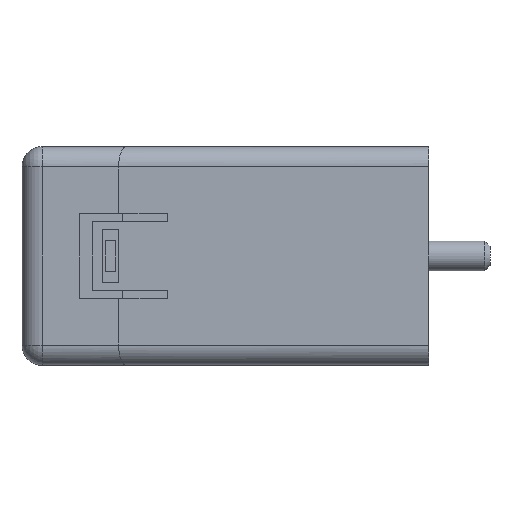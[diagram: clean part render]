
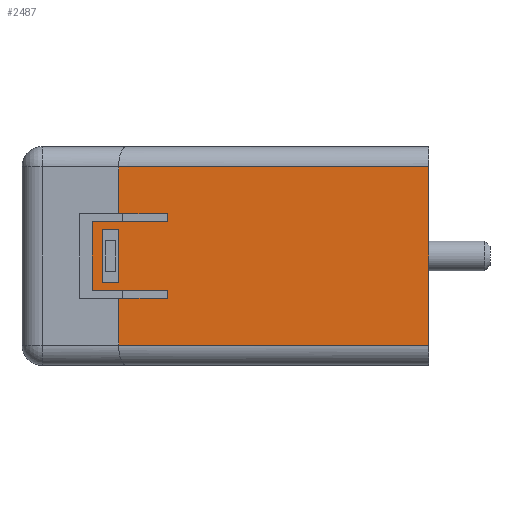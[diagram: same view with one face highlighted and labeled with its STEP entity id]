
A CAD part, left-side view. The second image highlights one B-rep face of the part: STEP entity #2487.
In plain terms, the highlighted planar face has unit normal (-1, 0, 0).
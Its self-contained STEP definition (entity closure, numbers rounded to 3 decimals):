
#152 = LINE ( 'NONE', #9446, #15145 ) ;
#157 = LINE ( 'NONE', #9435, #15133 ) ;
#162 = LINE ( 'NONE', #9425, #15125 ) ;
#165 = LINE ( 'NONE', #9416, #15119 ) ;
#166 = LINE ( 'NONE', #9413, #15117 ) ;
#167 = LINE ( 'NONE', #9411, #15115 ) ;
#168 = LINE ( 'NONE', #9409, #15112 ) ;
#169 = LINE ( 'NONE', #9407, #15110 ) ;
#170 = LINE ( 'NONE', #9405, #15109 ) ;
#171 = LINE ( 'NONE', #9402, #15107 ) ;
#172 = LINE ( 'NONE', #9400, #15106 ) ;
#173 = LINE ( 'NONE', #9398, #15105 ) ;
#174 = LINE ( 'NONE', #9396, #15104 ) ;
#175 = LINE ( 'NONE', #9394, #15103 ) ;
#176 = LINE ( 'NONE', #9392, #15102 ) ;
#177 = LINE ( 'NONE', #9390, #15100 ) ;
#2487 = ADVANCED_FACE ( 'NONE', ( #10062, #10063 ), #6395, .F. ) ;
#2860 = EDGE_CURVE ( 'NONE', #11792, #11794, #152, .T. ) ;
#2865 = EDGE_CURVE ( 'NONE', #11826, #11827, #157, .T. ) ;
#2870 = EDGE_CURVE ( 'NONE', #11819, #11821, #162, .T. ) ;
#2873 = EDGE_CURVE ( 'NONE', #11818, #11826, #165, .T. ) ;
#2874 = EDGE_CURVE ( 'NONE', #11827, #11816, #166, .T. ) ;
#2875 = EDGE_CURVE ( 'NONE', #11816, #11818, #167, .T. ) ;
#2876 = EDGE_CURVE ( 'NONE', #11794, #11815, #168, .T. ) ;
#2877 = EDGE_CURVE ( 'NONE', #11814, #11815, #169, .T. ) ;
#2878 = EDGE_CURVE ( 'NONE', #11814, #11819, #170, .T. ) ;
#2879 = EDGE_CURVE ( 'NONE', #11812, #11821, #171, .T. ) ;
#2880 = EDGE_CURVE ( 'NONE', #11811, #11812, #172, .T. ) ;
#2881 = EDGE_CURVE ( 'NONE', #11811, #11809, #173, .T. ) ;
#2882 = EDGE_CURVE ( 'NONE', #11809, #11808, #174, .T. ) ;
#2883 = EDGE_CURVE ( 'NONE', #11808, #11807, #175, .T. ) ;
#2884 = EDGE_CURVE ( 'NONE', #11805, #11807, #176, .T. ) ;
#2885 = EDGE_CURVE ( 'NONE', #11792, #11805, #177, .T. ) ;
#5915 = ORIENTED_EDGE ( 'NONE', *, *, #2874, .T. ) ;
#5917 = ORIENTED_EDGE ( 'NONE', *, *, #2873, .T. ) ;
#5918 = ORIENTED_EDGE ( 'NONE', *, *, #2865, .T. ) ;
#5919 = ORIENTED_EDGE ( 'NONE', *, *, #2877, .F. ) ;
#5920 = ORIENTED_EDGE ( 'NONE', *, *, #2875, .T. ) ;
#5921 = ORIENTED_EDGE ( 'NONE', *, *, #2876, .T. ) ;
#5922 = ORIENTED_EDGE ( 'NONE', *, *, #2860, .T. ) ;
#5923 = ORIENTED_EDGE ( 'NONE', *, *, #2878, .T. ) ;
#5924 = ORIENTED_EDGE ( 'NONE', *, *, #2870, .T. ) ;
#5925 = ORIENTED_EDGE ( 'NONE', *, *, #2879, .F. ) ;
#5926 = ORIENTED_EDGE ( 'NONE', *, *, #2881, .T. ) ;
#5927 = ORIENTED_EDGE ( 'NONE', *, *, #2880, .F. ) ;
#5928 = ORIENTED_EDGE ( 'NONE', *, *, #2882, .T. ) ;
#5929 = ORIENTED_EDGE ( 'NONE', *, *, #2883, .T. ) ;
#5930 = ORIENTED_EDGE ( 'NONE', *, *, #2884, .F. ) ;
#5931 = ORIENTED_EDGE ( 'NONE', *, *, #2885, .F. ) ;
#6392 = DIRECTION ( 'NONE',  ( 0., 1., 0. ) ) ;
#6393 = DIRECTION ( 'NONE',  ( 1., 0., 0. ) ) ;
#6394 = CARTESIAN_POINT ( 'NONE',  ( -14.782, 8.434, 10.75 ) ) ;
#6395 = PLANE ( 'NONE',  #13512 ) ;
#8806 = CARTESIAN_POINT ( 'NONE',  ( -14.782, 8.434, -2.61 ) ) ;
#8807 = CARTESIAN_POINT ( 'NONE',  ( -14.782, 8.434, 2.61 ) ) ;
#8812 = CARTESIAN_POINT ( 'NONE',  ( -14.782, 8.434, 4.16 ) ) ;
#8814 = CARTESIAN_POINT ( 'NONE',  ( -14.782, 8.434, 8.75 ) ) ;
#8815 = CARTESIAN_POINT ( 'NONE',  ( -14.782, 10.034, 2.61 ) ) ;
#8817 = CARTESIAN_POINT ( 'NONE',  ( -14.782, 10.034, -2.61 ) ) ;
#8818 = CARTESIAN_POINT ( 'NONE',  ( -14.782, -22.066, -8.75 ) ) ;
#8819 = CARTESIAN_POINT ( 'NONE',  ( -14.782, -22.066, 8.75 ) ) ;
#8821 = CARTESIAN_POINT ( 'NONE',  ( -14.782, 3.634, 4.16 ) ) ;
#8822 = CARTESIAN_POINT ( 'NONE',  ( -14.782, 3.634, 3.36 ) ) ;
#8824 = CARTESIAN_POINT ( 'NONE',  ( -14.782, 11.034, 3.36 ) ) ;
#8825 = CARTESIAN_POINT ( 'NONE',  ( -14.782, 11.034, -3.36 ) ) ;
#8826 = CARTESIAN_POINT ( 'NONE',  ( -14.782, 3.634, -3.36 ) ) ;
#8828 = CARTESIAN_POINT ( 'NONE',  ( -14.782, 3.634, -4.16 ) ) ;
#8840 = CARTESIAN_POINT ( 'NONE',  ( -14.782, 8.434, -8.75 ) ) ;
#8842 = CARTESIAN_POINT ( 'NONE',  ( -14.782, 8.434, -4.16 ) ) ;
#9389 = DIRECTION ( 'NONE',  ( 0., -1., 0. ) ) ;
#9390 = CARTESIAN_POINT ( 'NONE',  ( -14.782, 8.434, -4.16 ) ) ;
#9391 = DIRECTION ( 'NONE',  ( 0., 0., 1. ) ) ;
#9392 = CARTESIAN_POINT ( 'NONE',  ( -14.782, 3.634, -3.36 ) ) ;
#9393 = DIRECTION ( 'NONE',  ( 0., -1., 0. ) ) ;
#9394 = CARTESIAN_POINT ( 'NONE',  ( -14.782, 6.991, -3.36 ) ) ;
#9395 = DIRECTION ( 'NONE',  ( 0., 0., -1. ) ) ;
#9396 = CARTESIAN_POINT ( 'NONE',  ( -14.782, 11.034, 3.36 ) ) ;
#9397 = DIRECTION ( 'NONE',  ( 0., 1., 0. ) ) ;
#9398 = CARTESIAN_POINT ( 'NONE',  ( -14.782, 6.991, 3.36 ) ) ;
#9399 = DIRECTION ( 'NONE',  ( 0., 0., 1. ) ) ;
#9400 = CARTESIAN_POINT ( 'NONE',  ( -14.782, 3.634, 3.36 ) ) ;
#9401 = DIRECTION ( 'NONE',  ( 0., 1., 0. ) ) ;
#9402 = CARTESIAN_POINT ( 'NONE',  ( -14.782, 8.434, 4.16 ) ) ;
#9403 = DIRECTION ( 'NONE',  ( 0., 1., 0. ) ) ;
#9405 = CARTESIAN_POINT ( 'NONE',  ( -14.782, 8.434, 8.75 ) ) ;
#9406 = DIRECTION ( 'NONE',  ( 0., 0., -1. ) ) ;
#9407 = CARTESIAN_POINT ( 'NONE',  ( -14.782, -22.066, 10.75 ) ) ;
#9408 = DIRECTION ( 'NONE',  ( 0., -1., 0. ) ) ;
#9409 = CARTESIAN_POINT ( 'NONE',  ( -14.782, -22.066, -8.75 ) ) ;
#9410 = DIRECTION ( 'NONE',  ( 0., 0., 1. ) ) ;
#9411 = CARTESIAN_POINT ( 'NONE',  ( -14.782, 10.034, 2.61 ) ) ;
#9412 = DIRECTION ( 'NONE',  ( 0., 1., 0. ) ) ;
#9413 = CARTESIAN_POINT ( 'NONE',  ( -14.782, 6.991, -2.61 ) ) ;
#9414 = DIRECTION ( 'NONE',  ( 0., -1., 0. ) ) ;
#9416 = CARTESIAN_POINT ( 'NONE',  ( -14.782, 6.991, 2.61 ) ) ;
#9424 = DIRECTION ( 'NONE',  ( 0., 0., -1. ) ) ;
#9425 = CARTESIAN_POINT ( 'NONE',  ( -14.782, 8.434, 10.75 ) ) ;
#9434 = DIRECTION ( 'NONE',  ( 0., 0., -1. ) ) ;
#9435 = CARTESIAN_POINT ( 'NONE',  ( -14.782, 8.434, 10.75 ) ) ;
#9445 = DIRECTION ( 'NONE',  ( 0., 0., -1. ) ) ;
#9446 = CARTESIAN_POINT ( 'NONE',  ( -14.782, 8.434, 10.75 ) ) ;
#10062 = FACE_BOUND ( 'NONE', #16828, .T. ) ;
#10063 = FACE_OUTER_BOUND ( 'NONE', #16830, .T. ) ;
#11792 = VERTEX_POINT ( 'NONE', #8842 ) ;
#11794 = VERTEX_POINT ( 'NONE', #8840 ) ;
#11805 = VERTEX_POINT ( 'NONE', #8828 ) ;
#11807 = VERTEX_POINT ( 'NONE', #8826 ) ;
#11808 = VERTEX_POINT ( 'NONE', #8825 ) ;
#11809 = VERTEX_POINT ( 'NONE', #8824 ) ;
#11811 = VERTEX_POINT ( 'NONE', #8822 ) ;
#11812 = VERTEX_POINT ( 'NONE', #8821 ) ;
#11814 = VERTEX_POINT ( 'NONE', #8819 ) ;
#11815 = VERTEX_POINT ( 'NONE', #8818 ) ;
#11816 = VERTEX_POINT ( 'NONE', #8817 ) ;
#11818 = VERTEX_POINT ( 'NONE', #8815 ) ;
#11819 = VERTEX_POINT ( 'NONE', #8814 ) ;
#11821 = VERTEX_POINT ( 'NONE', #8812 ) ;
#11826 = VERTEX_POINT ( 'NONE', #8807 ) ;
#11827 = VERTEX_POINT ( 'NONE', #8806 ) ;
#13512 = AXIS2_PLACEMENT_3D ( 'NONE', #6394, #6393, #6392 ) ;
#15100 = VECTOR ( 'NONE', #9389, 1000. ) ;
#15102 = VECTOR ( 'NONE', #9391, 1000. ) ;
#15103 = VECTOR ( 'NONE', #9393, 1000. ) ;
#15104 = VECTOR ( 'NONE', #9395, 1000. ) ;
#15105 = VECTOR ( 'NONE', #9397, 1000. ) ;
#15106 = VECTOR ( 'NONE', #9399, 1000. ) ;
#15107 = VECTOR ( 'NONE', #9401, 1000. ) ;
#15109 = VECTOR ( 'NONE', #9403, 1000. ) ;
#15110 = VECTOR ( 'NONE', #9406, 1000. ) ;
#15112 = VECTOR ( 'NONE', #9408, 1000. ) ;
#15115 = VECTOR ( 'NONE', #9410, 1000. ) ;
#15117 = VECTOR ( 'NONE', #9412, 1000. ) ;
#15119 = VECTOR ( 'NONE', #9414, 1000. ) ;
#15125 = VECTOR ( 'NONE', #9424, 1000. ) ;
#15133 = VECTOR ( 'NONE', #9434, 1000. ) ;
#15145 = VECTOR ( 'NONE', #9445, 1000. ) ;
#16828 = EDGE_LOOP ( 'NONE', ( #5917, #5918, #5915, #5920 ) ) ;
#16830 = EDGE_LOOP ( 'NONE', ( #5922, #5921, #5919, #5923, #5924, #5925, #5927, #5926, #5928, #5929, #5930, #5931 ) ) ;
